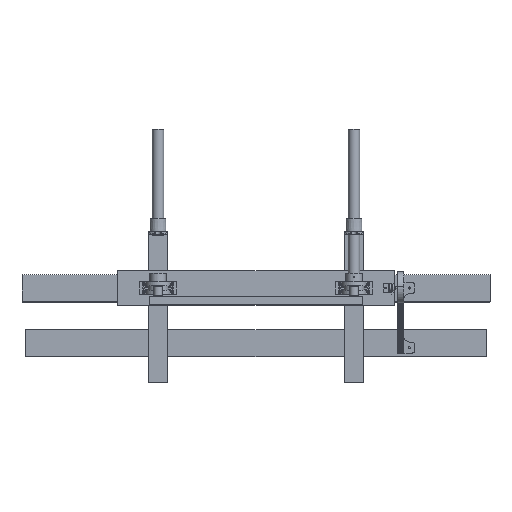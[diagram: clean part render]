
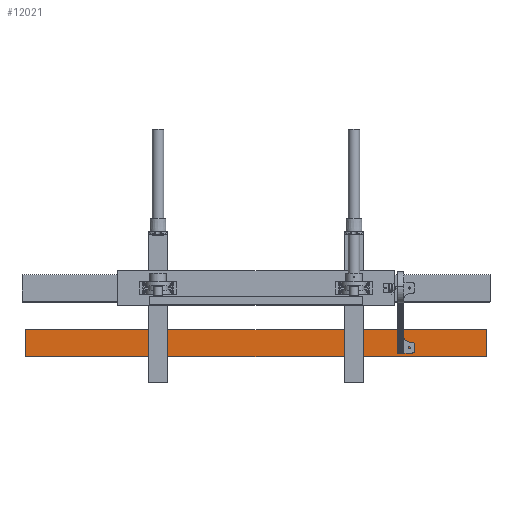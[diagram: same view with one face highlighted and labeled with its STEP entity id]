
A CAD part, top view. The second image highlights one B-rep face of the part: STEP entity #12021.
In plain terms, the highlighted planar face has unit normal (0, 0, 1).
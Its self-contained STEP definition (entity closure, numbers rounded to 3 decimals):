
#722=PLANE('',#13290);
#1791=LINE('',#20565,#2991);
#1795=LINE('',#20574,#2995);
#1798=LINE('',#20578,#2998);
#1800=LINE('',#20581,#3000);
#2991=VECTOR('',#16253,10.);
#2995=VECTOR('',#16259,10.);
#2998=VECTOR('',#16264,10.);
#3000=VECTOR('',#16268,10.);
#3929=FACE_OUTER_BOUND('',#4663,.T.);
#4663=EDGE_LOOP('',(#10875,#10876,#10877,#10878));
#6179=VERTEX_POINT('',#20562);
#6180=VERTEX_POINT('',#20564);
#6183=VERTEX_POINT('',#20571);
#6184=VERTEX_POINT('',#20573);
#7767=EDGE_CURVE('',#6180,#6179,#1791,.T.);
#7771=EDGE_CURVE('',#6183,#6184,#1795,.T.);
#7774=EDGE_CURVE('',#6183,#6180,#1798,.T.);
#7776=EDGE_CURVE('',#6184,#6179,#1800,.T.);
#10875=ORIENTED_EDGE('',*,*,#7771,.F.);
#10876=ORIENTED_EDGE('',*,*,#7774,.T.);
#10877=ORIENTED_EDGE('',*,*,#7767,.T.);
#10878=ORIENTED_EDGE('',*,*,#7776,.F.);
#12021=ADVANCED_FACE('',(#3929),#722,.F.);
#13290=AXIS2_PLACEMENT_3D('',#20582,#16269,#16270);
#16253=DIRECTION('',(0.,-1.,0.));
#16259=DIRECTION('',(0.,-1.,0.));
#16264=DIRECTION('',(-1.,0.,0.));
#16268=DIRECTION('',(-1.,0.,0.));
#16269=DIRECTION('center_axis',(0.,0.,-1.));
#16270=DIRECTION('ref_axis',(1.,0.,0.));
#20562=CARTESIAN_POINT('',(-539.657,78.177,57.981));
#20564=CARTESIAN_POINT('',(-539.657,141.677,57.981));
#20565=CARTESIAN_POINT('',(-539.657,141.677,57.981));
#20571=CARTESIAN_POINT('',(541.39,141.677,57.981));
#20573=CARTESIAN_POINT('',(541.39,78.177,57.981));
#20574=CARTESIAN_POINT('',(541.39,141.677,57.981));
#20578=CARTESIAN_POINT('',(0.866,141.677,57.981));
#20581=CARTESIAN_POINT('',(541.39,78.177,57.981));
#20582=CARTESIAN_POINT('Origin',(271.128,109.927,57.981));
